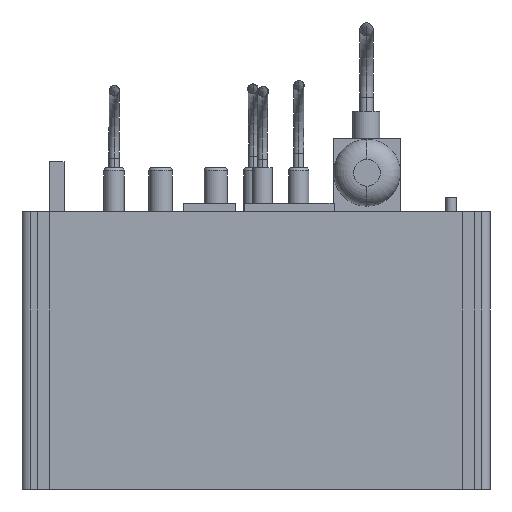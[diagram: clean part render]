
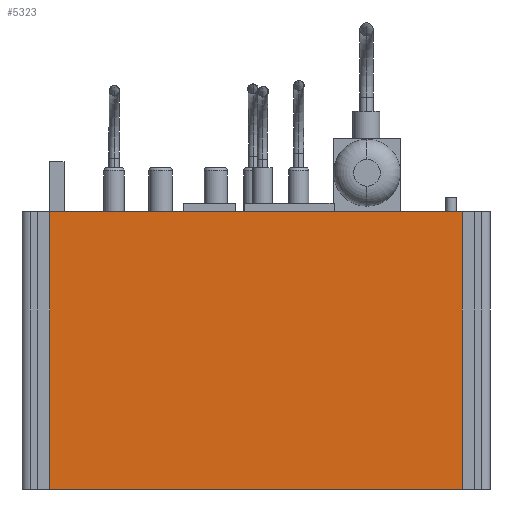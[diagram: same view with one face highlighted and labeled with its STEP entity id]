
A CAD part, front view. The second image highlights one B-rep face of the part: STEP entity #5323.
In plain terms, the highlighted planar face has unit normal (0, -1, 0).
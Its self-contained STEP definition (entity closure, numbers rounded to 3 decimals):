
#354 = CARTESIAN_POINT ( 'NONE',  ( -75.399, -72.647, 166. ) ) ;
#380 = DIRECTION ( 'NONE',  ( 0., 1., 0. ) ) ;
#881 = VERTEX_POINT ( 'NONE', #3837 ) ;
#1199 = LINE ( 'NONE', #6321, #1500 ) ;
#1263 = VERTEX_POINT ( 'NONE', #5407 ) ;
#1330 = ORIENTED_EDGE ( 'NONE', *, *, #2916, .F. ) ;
#1483 = CARTESIAN_POINT ( 'NONE',  ( 171.601, -72.647, 166. ) ) ;
#1500 = VECTOR ( 'NONE', #6919, 1000. ) ;
#1675 = PLANE ( 'NONE',  #2511 ) ;
#2494 = DIRECTION ( 'NONE',  ( 0., 0., -1. ) ) ;
#2511 = AXIS2_PLACEMENT_3D ( 'NONE', #354, #380, #7359 ) ;
#2678 = CARTESIAN_POINT ( 'NONE',  ( 171.601, -72.647, 166. ) ) ;
#2781 = LINE ( 'NONE', #6287, #6782 ) ;
#2867 = ORIENTED_EDGE ( 'NONE', *, *, #7888, .F. ) ;
#2916 = EDGE_CURVE ( 'NONE', #5736, #1263, #3809, .T. ) ;
#3314 = DIRECTION ( 'NONE',  ( 0., 0., -1. ) ) ;
#3809 = LINE ( 'NONE', #1483, #6896 ) ;
#3837 = CARTESIAN_POINT ( 'NONE',  ( -75.399, -72.647, 166. ) ) ;
#3897 = CARTESIAN_POINT ( 'NONE',  ( -75.399, -72.647, 0. ) ) ;
#3959 = LINE ( 'NONE', #3993, #7157 ) ;
#3993 = CARTESIAN_POINT ( 'NONE',  ( -75.399, -72.647, 0. ) ) ;
#4157 = EDGE_LOOP ( 'NONE', ( #7216, #1330, #2867, #4223 ) ) ;
#4223 = ORIENTED_EDGE ( 'NONE', *, *, #4850, .T. ) ;
#4850 = EDGE_CURVE ( 'NONE', #881, #7043, #2781, .T. ) ;
#5101 = FACE_OUTER_BOUND ( 'NONE', #4157, .T. ) ;
#5323 = ADVANCED_FACE ( 'NONE', ( #5101 ), #1675, .F. ) ;
#5407 = CARTESIAN_POINT ( 'NONE',  ( 171.601, -72.647, 0. ) ) ;
#5736 = VERTEX_POINT ( 'NONE', #2678 ) ;
#5851 = EDGE_CURVE ( 'NONE', #7043, #1263, #3959, .T. ) ;
#6287 = CARTESIAN_POINT ( 'NONE',  ( -75.399, -72.647, 166. ) ) ;
#6321 = CARTESIAN_POINT ( 'NONE',  ( -75.399, -72.647, 166. ) ) ;
#6782 = VECTOR ( 'NONE', #2494, 1000. ) ;
#6896 = VECTOR ( 'NONE', #3314, 1000. ) ;
#6919 = DIRECTION ( 'NONE',  ( 1., 0., 0. ) ) ;
#7043 = VERTEX_POINT ( 'NONE', #3897 ) ;
#7157 = VECTOR ( 'NONE', #7950, 1000. ) ;
#7216 = ORIENTED_EDGE ( 'NONE', *, *, #5851, .T. ) ;
#7359 = DIRECTION ( 'NONE',  ( 0., 0., 1. ) ) ;
#7888 = EDGE_CURVE ( 'NONE', #881, #5736, #1199, .T. ) ;
#7950 = DIRECTION ( 'NONE',  ( 1., 0., 0. ) ) ;
